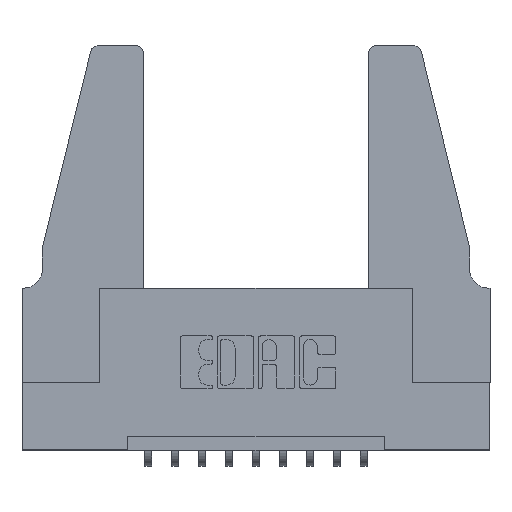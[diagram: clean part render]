
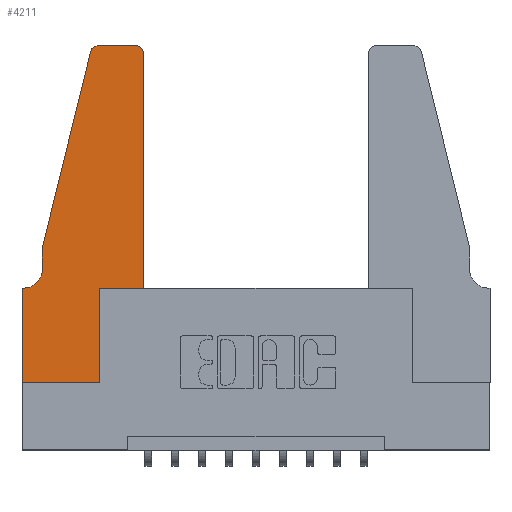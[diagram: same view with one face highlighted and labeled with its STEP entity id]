
A CAD part, top view. The second image highlights one B-rep face of the part: STEP entity #4211.
In plain terms, the highlighted planar face has unit normal (0, 0, 1).
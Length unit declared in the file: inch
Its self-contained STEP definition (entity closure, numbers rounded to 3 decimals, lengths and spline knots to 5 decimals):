
#20 = ORIENTED_EDGE ( 'NONE', *, *, #9255, .T. ) ;
#36 = DIRECTION ( 'NONE',  ( 0., 0., -1. ) ) ;
#84 = DIRECTION ( 'NONE',  ( -1., 0., 0. ) ) ;
#376 = VECTOR ( 'NONE', #673, 39.37008 ) ;
#601 = ORIENTED_EDGE ( 'NONE', *, *, #11518, .T. ) ;
#631 = CARTESIAN_POINT ( 'NONE',  ( 0.4505, 0.35, 0.37 ) ) ;
#673 = DIRECTION ( 'NONE',  ( 1., 0., 0. ) ) ;
#695 = LINE ( 'NONE', #631, #376 ) ;
#921 = CARTESIAN_POINT ( 'NONE',  ( 0.4505, 0.35, 0.37 ) ) ;
#955 = CARTESIAN_POINT ( 'NONE',  ( 0.4505, 1.22, 0.37 ) ) ;
#1038 = DIRECTION ( 'NONE',  ( -1., 0., 0. ) ) ;
#1060 = EDGE_CURVE ( 'NONE', #5669, #7969, #3320, .T. ) ;
#1709 = VERTEX_POINT ( 'NONE', #8191 ) ;
#1982 = CARTESIAN_POINT ( 'NONE',  ( 0.2865, 0., 0.37 ) ) ;
#2195 = CARTESIAN_POINT ( 'NONE',  ( 0.0055, 0.35, 0.37 ) ) ;
#2426 = CARTESIAN_POINT ( 'NONE',  ( 0.284, 1.25, 0.37 ) ) ;
#2826 = CIRCLE ( 'NONE', #12287, 0.03 ) ;
#3049 = DIRECTION ( 'NONE',  ( 1., 0., 0. ) ) ;
#3320 = LINE ( 'NONE', #8268, #5928 ) ;
#3363 = VECTOR ( 'NONE', #7222, 39.37008 ) ;
#3714 = VERTEX_POINT ( 'NONE', #955 ) ;
#3736 = EDGE_CURVE ( 'NONE', #6513, #12887, #10531, .T. ) ;
#4007 = LINE ( 'NONE', #8614, #7104 ) ;
#4139 = EDGE_CURVE ( 'NONE', #12187, #11959, #11176, .T. ) ;
#4190 = CARTESIAN_POINT ( 'NONE',  ( 0.0755, 0.35, 0.37 ) ) ;
#4211 = ADVANCED_FACE ( 'NONE', ( #8405 ), #10237, .T. ) ;
#4273 = ORIENTED_EDGE ( 'NONE', *, *, #6277, .T. ) ;
#4680 = VERTEX_POINT ( 'NONE', #7256 ) ;
#4983 = LINE ( 'NONE', #8138, #6932 ) ;
#5029 = EDGE_CURVE ( 'NONE', #12887, #10801, #4983, .T. ) ;
#5057 = ORIENTED_EDGE ( 'NONE', *, *, #6831, .T. ) ;
#5111 = DIRECTION ( 'NONE',  ( 0., 0., 1. ) ) ;
#5669 = VERTEX_POINT ( 'NONE', #7376 ) ;
#5928 = VECTOR ( 'NONE', #13468, 39.37008 ) ;
#6043 = LINE ( 'NONE', #7533, #9445 ) ;
#6059 = ORIENTED_EDGE ( 'NONE', *, *, #1060, .T. ) ;
#6188 = ORIENTED_EDGE ( 'NONE', *, *, #9810, .T. ) ;
#6277 = EDGE_CURVE ( 'NONE', #3714, #12187, #12559, .T. ) ;
#6295 = CARTESIAN_POINT ( 'NONE',  ( 0.0055, 0.42, 0.37 ) ) ;
#6513 = VERTEX_POINT ( 'NONE', #2195 ) ;
#6823 = DIRECTION ( 'NONE',  ( 1., 0., 0. ) ) ;
#6831 = EDGE_CURVE ( 'NONE', #11959, #4680, #2826, .T. ) ;
#6932 = VECTOR ( 'NONE', #12249, 39.37008 ) ;
#7054 = CARTESIAN_POINT ( 'NONE',  ( 0.2605, 1.25, 0.37 ) ) ;
#7104 = VECTOR ( 'NONE', #12994, 39.37008 ) ;
#7108 = ORIENTED_EDGE ( 'NONE', *, *, #8146, .T. ) ;
#7222 = DIRECTION ( 'NONE',  ( -1., 0., 0. ) ) ;
#7256 = CARTESIAN_POINT ( 'NONE',  ( 0.25487, 1.22718, 0.37 ) ) ;
#7376 = CARTESIAN_POINT ( 'NONE',  ( 0.0755, 0.5, 0.37 ) ) ;
#7533 = CARTESIAN_POINT ( 'NONE',  ( 0.0755, 0.5, 0.37 ) ) ;
#7611 = VECTOR ( 'NONE', #1038, 39.37008 ) ;
#7688 = AXIS2_PLACEMENT_3D ( 'NONE', #9168, #12289, #8987 ) ;
#7833 = ORIENTED_EDGE ( 'NONE', *, *, #3736, .T. ) ;
#7969 = VERTEX_POINT ( 'NONE', #11075 ) ;
#8138 = CARTESIAN_POINT ( 'NONE',  ( 0., 0., 0.37 ) ) ;
#8146 = EDGE_CURVE ( 'NONE', #7969, #6513, #9286, .T. ) ;
#8191 = CARTESIAN_POINT ( 'NONE',  ( 0.4505, 0.35, 0.37 ) ) ;
#8205 = DIRECTION ( 'NONE',  ( 0., 1., 0. ) ) ;
#8268 = CARTESIAN_POINT ( 'NONE',  ( 0.0755, 0.5, 0.37 ) ) ;
#8401 = AXIS2_PLACEMENT_3D ( 'NONE', #6295, #36, #84 ) ;
#8405 = FACE_OUTER_BOUND ( 'NONE', #12002, .T. ) ;
#8542 = VERTEX_POINT ( 'NONE', #1982 ) ;
#8614 = CARTESIAN_POINT ( 'NONE',  ( 0.2865, 0.35, 0.37 ) ) ;
#8739 = DIRECTION ( 'NONE',  ( 1., 0., 0. ) ) ;
#8812 = CARTESIAN_POINT ( 'NONE',  ( 0., 0., 0.37 ) ) ;
#8987 = DIRECTION ( 'NONE',  ( 1., 0., 0. ) ) ;
#9082 = LINE ( 'NONE', #921, #11044 ) ;
#9090 = CARTESIAN_POINT ( 'NONE',  ( 0.2865, 0.35, 0.37 ) ) ;
#9138 = CARTESIAN_POINT ( 'NONE',  ( 0., 0.35, 0.37 ) ) ;
#9168 = CARTESIAN_POINT ( 'NONE',  ( 0.4205, 1.22, 0.37 ) ) ;
#9255 = EDGE_CURVE ( 'NONE', #4680, #5669, #6043, .T. ) ;
#9286 = CIRCLE ( 'NONE', #8401, 0.07 ) ;
#9445 = VECTOR ( 'NONE', #10665, 39.37008 ) ;
#9535 = ORIENTED_EDGE ( 'NONE', *, *, #4139, .T. ) ;
#9810 = EDGE_CURVE ( 'NONE', #1709, #3714, #9082, .T. ) ;
#10237 = PLANE ( 'NONE',  #12690 ) ;
#10531 = LINE ( 'NONE', #4190, #7611 ) ;
#10665 = DIRECTION ( 'NONE',  ( -0.239, -0.971, 0. ) ) ;
#10801 = VERTEX_POINT ( 'NONE', #11968 ) ;
#11044 = VECTOR ( 'NONE', #8205, 39.37008 ) ;
#11075 = CARTESIAN_POINT ( 'NONE',  ( 0.0755, 0.42, 0.37 ) ) ;
#11094 = CARTESIAN_POINT ( 'NONE',  ( 0.4205, 1.25, 0.37 ) ) ;
#11176 = LINE ( 'NONE', #7054, #3363 ) ;
#11518 = EDGE_CURVE ( 'NONE', #8542, #12205, #4007, .T. ) ;
#11959 = VERTEX_POINT ( 'NONE', #2426 ) ;
#11968 = CARTESIAN_POINT ( 'NONE',  ( 0., 0., 0.37 ) ) ;
#12002 = EDGE_LOOP ( 'NONE', ( #9535, #5057, #20, #6059, #7108, #7833, #12672, #12566, #601, #13234, #6188, #4273 ) ) ;
#12021 = CARTESIAN_POINT ( 'NONE',  ( 0., 0.35, 0.37 ) ) ;
#12187 = VERTEX_POINT ( 'NONE', #11094 ) ;
#12205 = VERTEX_POINT ( 'NONE', #9090 ) ;
#12249 = DIRECTION ( 'NONE',  ( 0., -1., 0. ) ) ;
#12287 = AXIS2_PLACEMENT_3D ( 'NONE', #12844, #12710, #8739 ) ;
#12289 = DIRECTION ( 'NONE',  ( 0., 0., 1. ) ) ;
#12382 = LINE ( 'NONE', #8812, #13377 ) ;
#12539 = EDGE_CURVE ( 'NONE', #12205, #1709, #695, .T. ) ;
#12559 = CIRCLE ( 'NONE', #7688, 0.03 ) ;
#12566 = ORIENTED_EDGE ( 'NONE', *, *, #12786, .T. ) ;
#12672 = ORIENTED_EDGE ( 'NONE', *, *, #5029, .T. ) ;
#12690 = AXIS2_PLACEMENT_3D ( 'NONE', #9138, #5111, #3049 ) ;
#12710 = DIRECTION ( 'NONE',  ( 0., 0., 1. ) ) ;
#12786 = EDGE_CURVE ( 'NONE', #10801, #8542, #12382, .T. ) ;
#12844 = CARTESIAN_POINT ( 'NONE',  ( 0.284, 1.22, 0.37 ) ) ;
#12887 = VERTEX_POINT ( 'NONE', #12021 ) ;
#12994 = DIRECTION ( 'NONE',  ( 0., 1., 0. ) ) ;
#13234 = ORIENTED_EDGE ( 'NONE', *, *, #12539, .T. ) ;
#13377 = VECTOR ( 'NONE', #6823, 39.37008 ) ;
#13468 = DIRECTION ( 'NONE',  ( 0., -1., 0. ) ) ;
